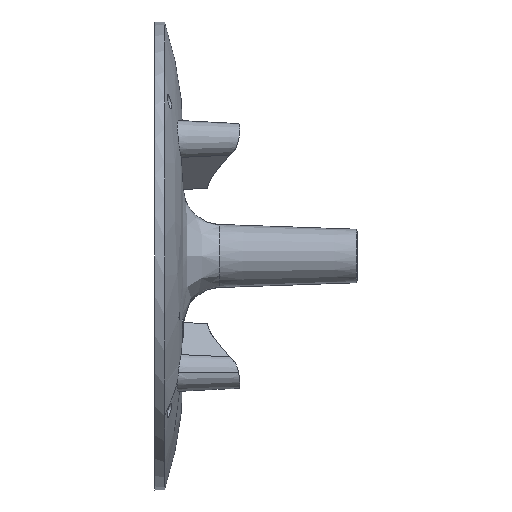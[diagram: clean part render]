
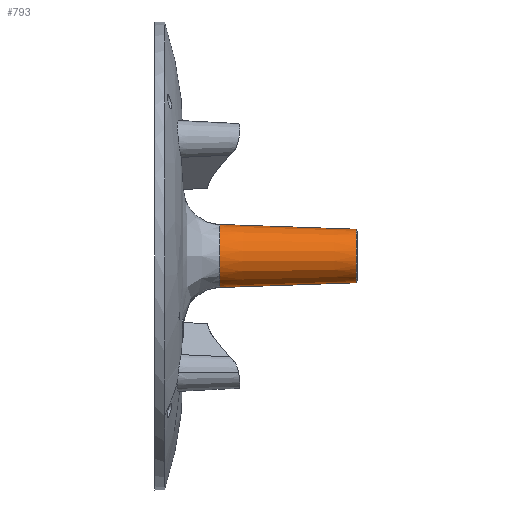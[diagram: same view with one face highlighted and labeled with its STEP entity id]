
A CAD part, left-side view. The second image highlights one B-rep face of the part: STEP entity #793.
In plain terms, the highlighted conical face has half-angle 2 degrees and reference radius 16.469 mm.
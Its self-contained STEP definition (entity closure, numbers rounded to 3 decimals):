
#121 = CARTESIAN_POINT ( 'NONE',  ( 690., 12.988, 106.469 ) ) ;
#334 = DIRECTION ( 'NONE',  ( 0., 1., 0. ) ) ;
#543 = VERTEX_POINT ( 'NONE', #121 ) ;
#692 = DIRECTION ( 'NONE',  ( 0., 0., 1. ) ) ;
#793 = ADVANCED_FACE ( 'NONE', ( #8751 ), #1592, .T. ) ;
#822 = ORIENTED_EDGE ( 'NONE', *, *, #9543, .T. ) ;
#933 = LINE ( 'NONE', #10745, #11344 ) ;
#1592 = CONICAL_SURFACE ( 'NONE', #5959, 16.469, 0.035 ) ;
#1695 = CARTESIAN_POINT ( 'NONE',  ( 690., 12.988, 73.531 ) ) ;
#1727 = DIRECTION ( 'NONE',  ( 0., 1., 0. ) ) ;
#1996 = VERTEX_POINT ( 'NONE', #1695 ) ;
#2566 = EDGE_CURVE ( 'NONE', #12060, #1996, #11754, .T. ) ;
#2939 = CARTESIAN_POINT ( 'NONE',  ( 690., -58.423, 76.025 ) ) ;
#3332 = EDGE_LOOP ( 'NONE', ( #3807, #7289, #822, #11214 ) ) ;
#3807 = ORIENTED_EDGE ( 'NONE', *, *, #2566, .F. ) ;
#3900 = DIRECTION ( 'NONE',  ( 0., 0.999, -0.035 ) ) ;
#4462 = AXIS2_PLACEMENT_3D ( 'NONE', #10272, #334, #6187 ) ;
#4778 = CARTESIAN_POINT ( 'NONE',  ( 690., 12.988, 90. ) ) ;
#4889 = DIRECTION ( 'NONE',  ( 0., 0.999, 0.035 ) ) ;
#5383 = DIRECTION ( 'NONE',  ( 0., -1., 0. ) ) ;
#5501 = CIRCLE ( 'NONE', #4462, 13.975 ) ;
#5690 = VECTOR ( 'NONE', #3900, 1000. ) ;
#5959 = AXIS2_PLACEMENT_3D ( 'NONE', #4778, #1727, #692 ) ;
#6180 = CARTESIAN_POINT ( 'NONE',  ( 690., 12.988, 90. ) ) ;
#6187 = DIRECTION ( 'NONE',  ( 0., 0., 1. ) ) ;
#7150 = EDGE_CURVE ( 'NONE', #12060, #7508, #5501, .T. ) ;
#7289 = ORIENTED_EDGE ( 'NONE', *, *, #7150, .T. ) ;
#7508 = VERTEX_POINT ( 'NONE', #11544 ) ;
#7928 = CARTESIAN_POINT ( 'NONE',  ( 690., 12.988, 73.531 ) ) ;
#8374 = DIRECTION ( 'NONE',  ( 0., 0., 1. ) ) ;
#8549 = CIRCLE ( 'NONE', #10016, 16.469 ) ;
#8751 = FACE_OUTER_BOUND ( 'NONE', #3332, .T. ) ;
#9543 = EDGE_CURVE ( 'NONE', #7508, #543, #933, .T. ) ;
#10016 = AXIS2_PLACEMENT_3D ( 'NONE', #6180, #5383, #8374 ) ;
#10272 = CARTESIAN_POINT ( 'NONE',  ( 690., -58.423, 90. ) ) ;
#10745 = CARTESIAN_POINT ( 'NONE',  ( 690., 12.988, 106.469 ) ) ;
#11214 = ORIENTED_EDGE ( 'NONE', *, *, #12396, .T. ) ;
#11344 = VECTOR ( 'NONE', #4889, 1000. ) ;
#11544 = CARTESIAN_POINT ( 'NONE',  ( 690., -58.423, 103.975 ) ) ;
#11754 = LINE ( 'NONE', #7928, #5690 ) ;
#12060 = VERTEX_POINT ( 'NONE', #2939 ) ;
#12396 = EDGE_CURVE ( 'NONE', #543, #1996, #8549, .T. ) ;
